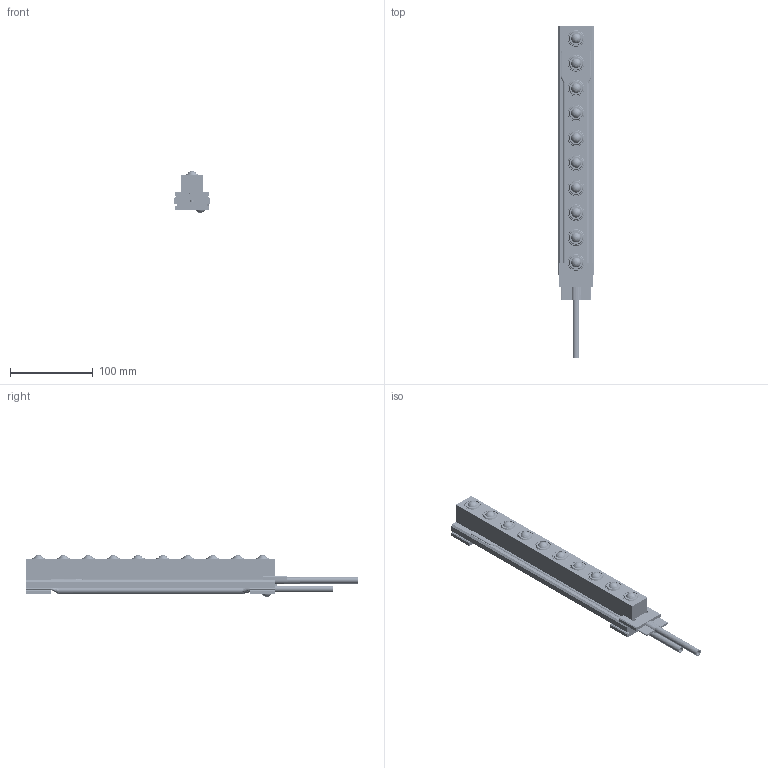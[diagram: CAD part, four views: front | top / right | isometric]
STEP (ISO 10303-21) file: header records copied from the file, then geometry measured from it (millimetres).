
FILE_DESCRIPTION( ( 'Unknown' ), '1' );
FILE_NAME( 'T28B - 300-30.stp', 'Unknown', ( 'Unknown' ), ( 'Unknown' ), 'XStep 1.0', 'Unknown', ' ' );
FILE_SCHEMA( ( 'automotive_design' ) );
Length unit declared in the file: millimetre
Products named in the file (8): Assem1; T28 Plate; Omnitrack 9000; T28 Plate - slot; Pipe 8mm; M5 x 10 Countersunk; T28B Machined - 300-30; bag end T28 300
Bounding box: 43 x 400 x 50.5 mm (x, y, z)
Volume: 727346 mm3; surface area: 211620 mm2
Topology: 26 solids, 26 shells, 17391 faces, 49916 edges, 33298 vertices
Faces by surface type: plane 16950, cylinder 318, cone 70, torus 22, bspline 20, sphere 11
Full cylindrical faces by diameter (mm): 4 x20, 4.2 x16, 5 x5, 5.5 x4, 6 x2, 6.5 x4, 8 x2, 10 x5, 20 x31
Entity records: 56202 total; most frequent: CARTESIAN_POINT 11089, ORIENTED_EDGE 9412, DIRECTION 9391, EDGE_CURVE 4706, LINE 3315, VECTOR 3315, VERTEX_POINT 3172, AXIS2_PLACEMENT_3D 3038
